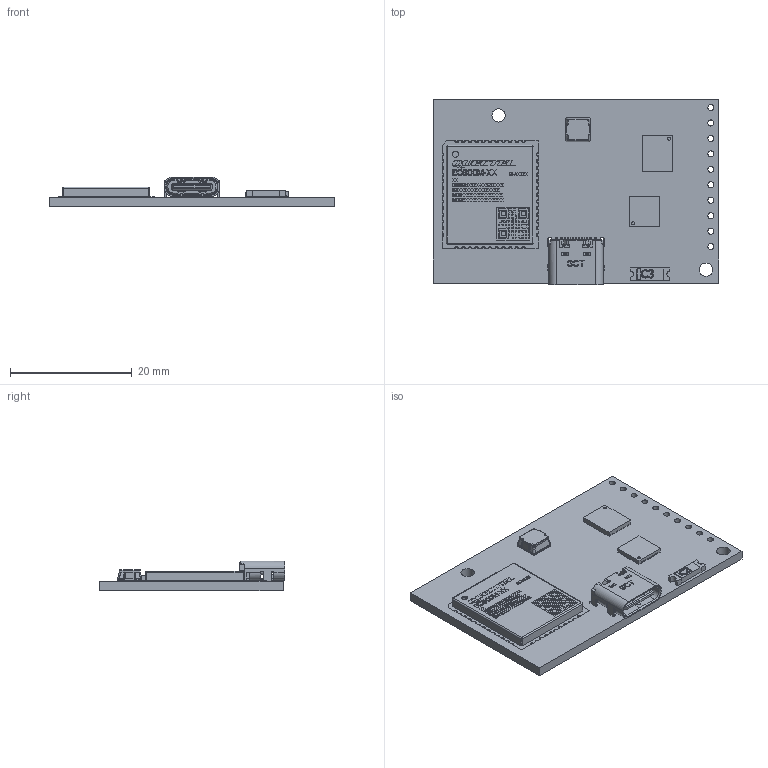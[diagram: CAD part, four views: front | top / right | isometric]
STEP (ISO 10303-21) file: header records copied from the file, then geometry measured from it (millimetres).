
FILE_DESCRIPTION(('KiCad electronic assembly'),'2;1');
FILE_NAME('TDM2421_3D.step','2024-10-14T22:12:53',('Pcbnew'),('Kicad'), 'Open CASCADE STEP processor 7.7','KiCad to STEP converter','Unknown' );
FILE_SCHEMA(('AUTOMOTIVE_DESIGN { 1 0 10303 214 1 1 1 1 }'));
Length unit declared in the file: millimetre
Products named in the file (14): TDM2421_3D 1; USB4105-15-A-120; QFN-32-1EP_5x5mm_P0.5mm_EP3.45x3.45mm; QFN-32-1EP_5x5mm_Pitch0.5mm; L_Bourns-SRN4018; EC800M-CN_3D_V1; (未保存); DFN-8-1EP_6x5mm_P1.27mm_EP4x4mm; DFN-8-1EP_6x5mm_Pitch1.27mm; CA-C03_3DModel; Part; _autosave-TDM2421_PCB
Assembly tree (13 placements, depth 3):
  TDM2421_3D 1
    USB4105-15-A-120
      USB4105-15-A-120
    QFN-32-1EP_5x5mm_P0.5mm_EP3.45x3.45mm
      QFN-32-1EP_5x5mm_Pitch0.5mm
    L_Bourns-SRN4018
      L_Bourns-SRN4018
    EC800M-CN_3D_V1
      (未保存)
    DFN-8-1EP_6x5mm_P1.27mm_EP4x4mm
      DFN-8-1EP_6x5mm_Pitch1.27mm
    CA-C03_3DModel
      Part
    _autosave-TDM2421_PCB
Bounding box: 46.99 x 30.45 x 4.91 mm (x, y, z)
Volume: 2719.1 mm3; surface area: 5182.4 mm2
Topology: 18 solids, 18 shells, 4105 faces, 11245 edges, 7340 vertices
Faces by surface type: plane 3523, cylinder 371, bspline 79, extrusion 70, cone 42, torus 16, sphere 4
Full cylindrical faces by diameter (mm): 0.5 x4, 0.65 x2, 1 x11, 2.2 x2
Entity records: 132242 total; most frequent: CARTESIAN_POINT 25039, ORIENTED_EDGE 22476, DIRECTION 19777, EDGE_CURVE 11238, VECTOR 10177, LINE 10107, VERTEX_POINT 7340, AXIS2_PLACEMENT_3D 4800
